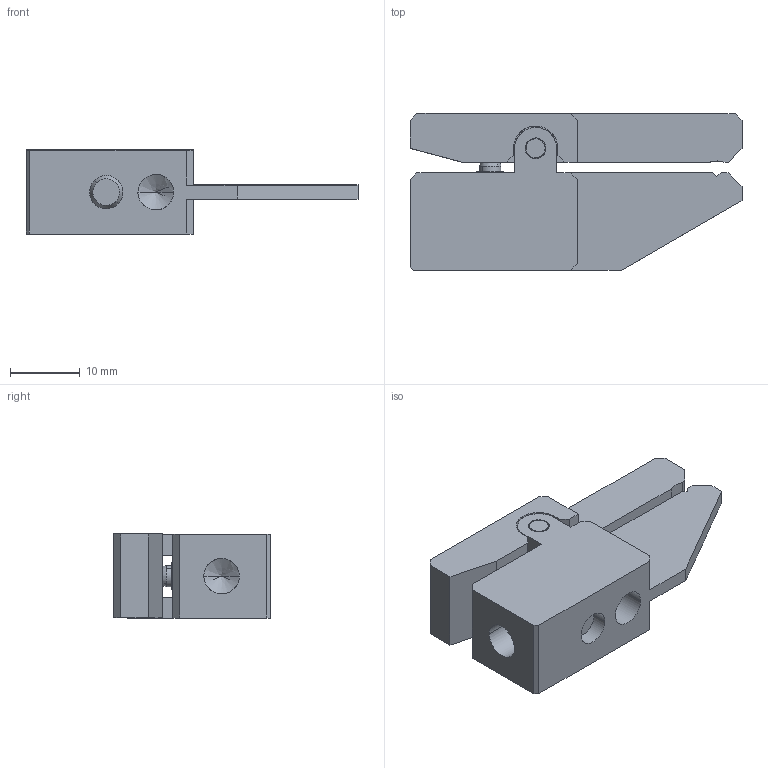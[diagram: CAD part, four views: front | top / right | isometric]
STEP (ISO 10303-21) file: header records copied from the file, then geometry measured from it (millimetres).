
FILE_DESCRIPTION (( 'STEP AP203' ), '1' );
FILE_NAME ('Web Model 12869_12869.step', '2019-11-19T14:35:11', ( '' ), ( '' ), 'SwSTEP 2.0', 'SolidWorks 2018', '' );
FILE_SCHEMA (( 'CONFIG_CONTROL_DESIGN' ));
Length unit declared in the file: millimetre
Products named in the file (1): Web Model 12869_12869
Bounding box: 47.6 x 22.5 x 12.05 mm (x, y, z)
Volume: 6425.4 mm3; surface area: 4724 mm2
Topology: 5 solids, 5 shells, 148 faces, 389 edges, 247 vertices
Faces by surface type: bspline 148
Entity records: 6391 total; most frequent: CARTESIAN_POINT 4077, ORIENTED_EDGE 758, EDGE_CURVE 379, B_SPLINE_CURVE_WITH_KNOTS 285, VERTEX_POINT 247, EDGE_LOOP 166, ADVANCED_FACE 148, FACE_OUTER_BOUND 148
